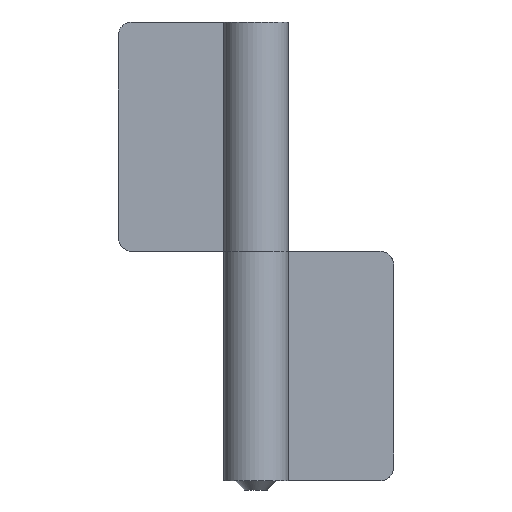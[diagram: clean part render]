
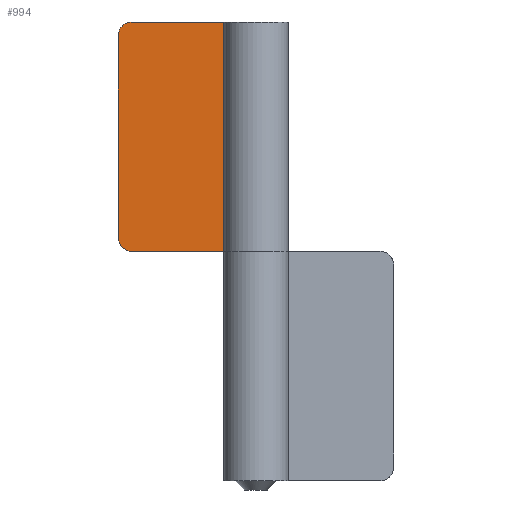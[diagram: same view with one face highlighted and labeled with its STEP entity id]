
A CAD part, front view. The second image highlights one B-rep face of the part: STEP entity #994.
In plain terms, the highlighted free-form (B-spline) face has degree [1, 1] with [2, 2] control points.
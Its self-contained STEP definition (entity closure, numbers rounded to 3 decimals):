
#626=CARTESIAN_POINT('',(-30.0,4.5,97.0));
#627=VERTEX_POINT('',#626);
#633=CARTESIAN_POINT('',(-27.0,4.5,100.0));
#634=VERTEX_POINT('',#633);
#635=CARTESIAN_POINT('',(-27.0,4.5,100.0));
#636=CARTESIAN_POINT('',(-30.,4.5,100.0));
#637=CARTESIAN_POINT('',(-30.0,4.5,97.0));
#645=(BOUNDED_CURVE()B_SPLINE_CURVE(2,(#635,#636,#637),.UNSPECIFIED.,.F.,.U.)CURVE()GEOMETRIC_REPRESENTATION_ITEM()QUASI_UNIFORM_CURVE()RATIONAL_B_SPLINE_CURVE((1.0,0.707,1.0))REPRESENTATION_ITEM(''));
#646=EDGE_CURVE('',#634,#627,#645,.T.);
#687=CARTESIAN_POINT('',(-27.0,4.5,50.0));
#688=VERTEX_POINT('',#687);
#694=CARTESIAN_POINT('',(-30.0,4.5,53.0));
#695=VERTEX_POINT('',#694);
#696=CARTESIAN_POINT('',(-30.0,4.5,53.0));
#697=CARTESIAN_POINT('',(-30.,4.5,50.));
#698=CARTESIAN_POINT('',(-27.0,4.5,50.));
#706=(BOUNDED_CURVE()B_SPLINE_CURVE(2,(#696,#697,#698),.UNSPECIFIED.,.F.,.U.)CURVE()GEOMETRIC_REPRESENTATION_ITEM()QUASI_UNIFORM_CURVE()RATIONAL_B_SPLINE_CURVE((1.0,0.707,1.0))REPRESENTATION_ITEM(''));
#707=EDGE_CURVE('',#695,#688,#706,.T.);
#730=CARTESIAN_POINT('',(0.,4.5,100.0));
#731=VERTEX_POINT('',#730);
#732=CARTESIAN_POINT('',(-27.0,4.5,100.0));
#733=CARTESIAN_POINT('',(0.,4.5,100.0));
#734=QUASI_UNIFORM_CURVE('',1,(#732,#733),.UNSPECIFIED.,.F.,.U.);
#735=EDGE_CURVE('',#634,#731,#734,.T.);
#792=CARTESIAN_POINT('',(0.,4.5,50.0));
#793=VERTEX_POINT('',#792);
#794=CARTESIAN_POINT('',(-27.0,4.5,50.0));
#795=CARTESIAN_POINT('',(0.,4.5,50.0));
#796=QUASI_UNIFORM_CURVE('',1,(#794,#795),.UNSPECIFIED.,.F.,.U.);
#797=EDGE_CURVE('',#688,#793,#796,.T.);
#868=CARTESIAN_POINT('',(-30.0,4.5,53.0));
#869=CARTESIAN_POINT('',(-30.0,4.5,97.0));
#870=QUASI_UNIFORM_CURVE('',1,(#868,#869),.UNSPECIFIED.,.F.,.U.);
#871=EDGE_CURVE('',#695,#627,#870,.T.);
#971=CARTESIAN_POINT('',(0.,4.5,50.0));
#972=CARTESIAN_POINT('',(0.,4.5,100.0));
#973=QUASI_UNIFORM_CURVE('',1,(#971,#972),.UNSPECIFIED.,.F.,.U.);
#974=EDGE_CURVE('',#793,#731,#973,.T.);
#981=CARTESIAN_POINT('',(-31.498,4.5,102.497));
#982=CARTESIAN_POINT('',(-31.498,4.5,47.502));
#983=CARTESIAN_POINT('',(1.499,4.5,102.497));
#984=CARTESIAN_POINT('',(1.499,4.5,47.502));
#985=B_SPLINE_SURFACE_WITH_KNOTS('',1,1,((#981,#983),(#982,#984)),.UNSPECIFIED.,.F.,.F.,.U.,(2,2),(2,2),(0.0,54.995),(0.0,32.997),.UNSPECIFIED.);
#986=ORIENTED_EDGE('',*,*,#871,.F.);
#987=ORIENTED_EDGE('',*,*,#707,.T.);
#988=ORIENTED_EDGE('',*,*,#797,.T.);
#989=ORIENTED_EDGE('',*,*,#974,.T.);
#990=ORIENTED_EDGE('',*,*,#735,.F.);
#991=ORIENTED_EDGE('',*,*,#646,.T.);
#992=EDGE_LOOP('',(#986,#987,#988,#989,#990,#991));
#993=FACE_OUTER_BOUND('',#992,.T.);
#994=ADVANCED_FACE('',(#993),#985,.T.);
